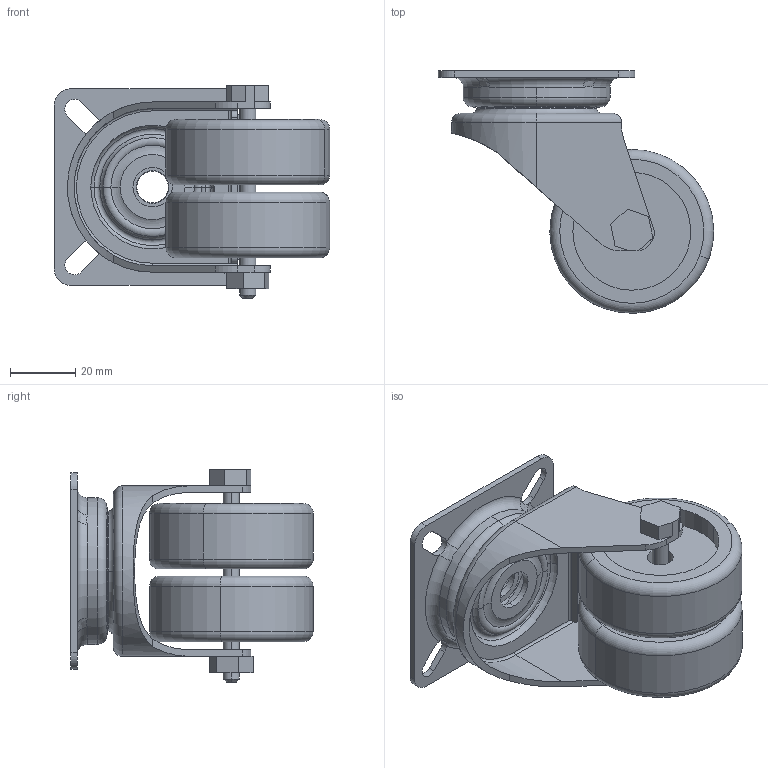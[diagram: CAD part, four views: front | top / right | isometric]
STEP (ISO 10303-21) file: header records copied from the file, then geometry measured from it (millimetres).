
FILE_DESCRIPTION (( 'STEP AP203' ), '1' );
FILE_NAME ('S2718.STEP', '2020-02-21T03:23:28', ( '' ), ( '' ), 'SwSTEP 2.0', 'SolidWorks 2013', '' );
FILE_SCHEMA (( 'CONFIG_CONTROL_DESIGN' ));
Length unit declared in the file: millimetre
Products named in the file (1): S2718
Bounding box: 84.06 x 74 x 65 mm (x, y, z)
Volume: 73598 mm3; surface area: 39714 mm2
Topology: 4 solids, 4 shells, 194 faces, 477 edges, 291 vertices
Faces by surface type: plane 68, cylinder 67, torus 53, bspline 4, cone 2
Entity records: 6239 total; most frequent: CARTESIAN_POINT 1403, DIRECTION 1096, ORIENTED_EDGE 954, EDGE_CURVE 477, AXIS2_PLACEMENT_3D 446, VERTEX_POINT 291, CIRCLE 255, EDGE_LOOP 212
